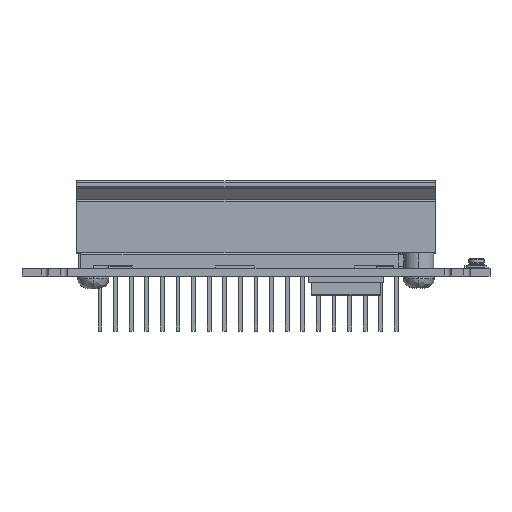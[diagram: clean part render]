
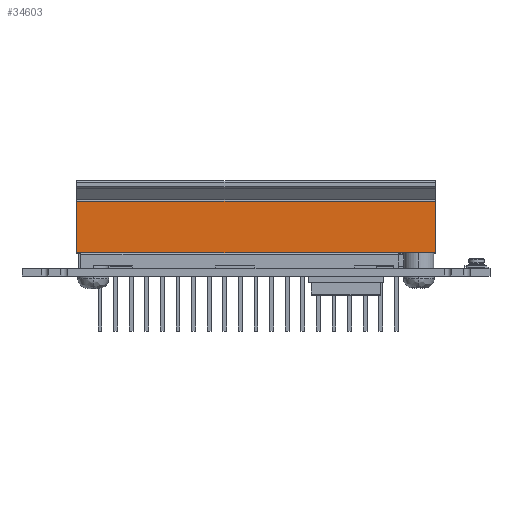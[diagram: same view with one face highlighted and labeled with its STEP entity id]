
A CAD part, top view. The second image highlights one B-rep face of the part: STEP entity #34603.
In plain terms, the highlighted face is planar.
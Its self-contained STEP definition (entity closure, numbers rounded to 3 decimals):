
#32130=DIRECTION('',(0.,-1.,0.));
#32131=VECTOR('',#32130,6.6);
#32132=CARTESIAN_POINT('',(11.7,6.6,-23.));
#32133=LINE('',#32132,#32131);
#32783=DIRECTION('',(0.,-1.,0.));
#32784=VECTOR('',#32783,6.6);
#32785=CARTESIAN_POINT('',(11.7,6.6,23.));
#32786=LINE('',#32785,#32784);
#33123=DIRECTION('',(0.,0.,1.));
#33124=VECTOR('',#33123,46.);
#33125=CARTESIAN_POINT('',(11.7,6.6,-23.));
#33126=LINE('',#33125,#33124);
#33401=DIRECTION('',(0.,0.,1.));
#33402=VECTOR('',#33401,46.);
#33403=CARTESIAN_POINT('',(11.7,0.,-23.));
#33404=LINE('',#33403,#33402);
#33672=CARTESIAN_POINT('',(11.7,0.,-23.));
#33673=CARTESIAN_POINT('',(11.7,0.,23.));
#33674=VERTEX_POINT('',#33672);
#33675=VERTEX_POINT('',#33673);
#33708=CARTESIAN_POINT('',(11.7,6.6,-23.));
#33709=VERTEX_POINT('',#33708);
#33714=CARTESIAN_POINT('',(11.7,6.6,23.));
#33715=VERTEX_POINT('',#33714);
#34590=CARTESIAN_POINT('',(11.7,9.2,-23.));
#34591=DIRECTION('',(-1.,0.,0.));
#34592=DIRECTION('',(0.,-1.,0.));
#34593=AXIS2_PLACEMENT_3D('',#34590,#34591,#34592);
#34594=PLANE('',#34593);
#34595=ORIENTED_EDGE('',*,*,#34035,.T.);
#34597=ORIENTED_EDGE('',*,*,#34596,.T.);
#34598=ORIENTED_EDGE('',*,*,#34305,.F.);
#34600=ORIENTED_EDGE('',*,*,#34599,.F.);
#34601=EDGE_LOOP('',(#34595,#34597,#34598,#34600));
#34602=FACE_OUTER_BOUND('',#34601,.F.);
#34035=EDGE_CURVE('',#33709,#33674,#32133,.T.);
#34305=EDGE_CURVE('',#33715,#33675,#32786,.T.);
#34596=EDGE_CURVE('',#33674,#33675,#33404,.T.);
#34599=EDGE_CURVE('',#33709,#33715,#33126,.T.);
#34603=ADVANCED_FACE('',(#34602),#34594,.F.);
